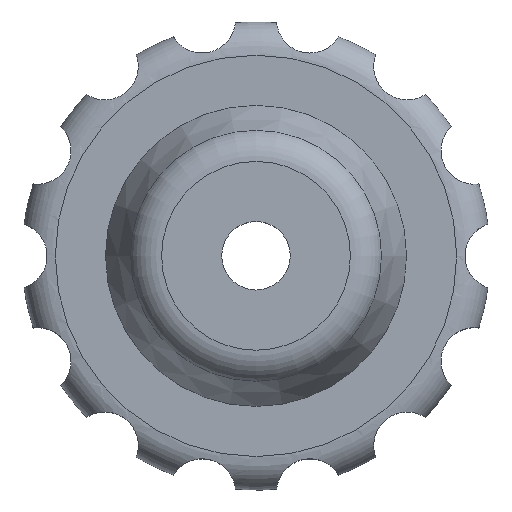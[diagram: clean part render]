
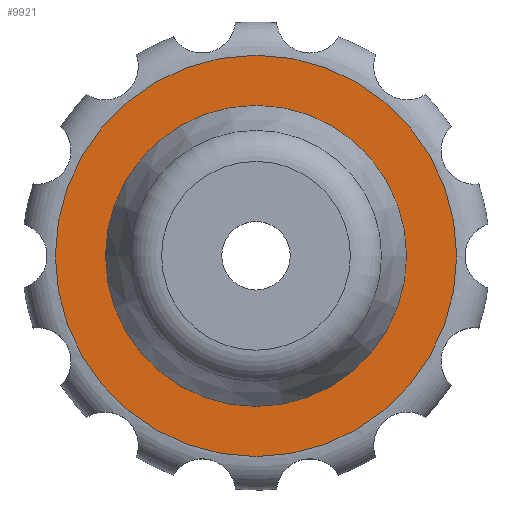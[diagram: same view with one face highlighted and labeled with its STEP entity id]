
A CAD part, top view. The second image highlights one B-rep face of the part: STEP entity #9921.
In plain terms, the highlighted planar face has unit normal (0, 0, 1).
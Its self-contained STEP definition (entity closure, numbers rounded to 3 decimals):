
#100 = TOROIDAL_SURFACE('',#101,24.,4.);
#101 = AXIS2_PLACEMENT_3D('',#102,#103,#104);
#102 = CARTESIAN_POINT('',(0.,0.,6.));
#103 = DIRECTION('',(0.,0.,1.));
#104 = DIRECTION('',(1.,0.,0.));
#5133 = VERTEX_POINT('',#5134);
#5134 = CARTESIAN_POINT('',(24.,0.,10.));
#5154 = EDGE_CURVE('',#5133,#5133,#5155,.T.);
#5155 = SURFACE_CURVE('',#5156,(#5161,#5168),.PCURVE_S1.);
#5156 = CIRCLE('',#5157,24.);
#5157 = AXIS2_PLACEMENT_3D('',#5158,#5159,#5160);
#5158 = CARTESIAN_POINT('',(0.,0.,10.));
#5159 = DIRECTION('',(0.,0.,1.));
#5160 = DIRECTION('',(1.,0.,0.));
#5161 = PCURVE('',#100,#5162);
#5162 = DEFINITIONAL_REPRESENTATION('',(#5163),#5167);
#5163 = LINE('',#5164,#5165);
#5164 = CARTESIAN_POINT('',(0.,1.571));
#5165 = VECTOR('',#5166,1.);
#5166 = DIRECTION('',(1.,0.));
#5167 = ( GEOMETRIC_REPRESENTATION_CONTEXT(2) 
PARAMETRIC_REPRESENTATION_CONTEXT() REPRESENTATION_CONTEXT('2D SPACE',''
  ) );
#5168 = PCURVE('',#5169,#5174);
#5169 = PLANE('',#5170);
#5170 = AXIS2_PLACEMENT_3D('',#5171,#5172,#5173);
#5171 = CARTESIAN_POINT('',(0.,0.,10.));
#5172 = DIRECTION('',(0.,0.,1.));
#5173 = DIRECTION('',(1.,0.,0.));
#5174 = DEFINITIONAL_REPRESENTATION('',(#5175),#5179);
#5175 = CIRCLE('',#5176,24.);
#5176 = AXIS2_PLACEMENT_2D('',#5177,#5178);
#5177 = CARTESIAN_POINT('',(0.,0.));
#5178 = DIRECTION('',(1.,0.));
#5179 = ( GEOMETRIC_REPRESENTATION_CONTEXT(2) 
PARAMETRIC_REPRESENTATION_CONTEXT() REPRESENTATION_CONTEXT('2D SPACE',''
  ) );
#9921 = ADVANCED_FACE('',(#9922,#9925),#5169,.T.);
#9922 = FACE_BOUND('',#9923,.T.);
#9923 = EDGE_LOOP('',(#9924));
#9924 = ORIENTED_EDGE('',*,*,#5154,.T.);
#9925 = FACE_BOUND('',#9926,.T.);
#9926 = EDGE_LOOP('',(#9927));
#9927 = ORIENTED_EDGE('',*,*,#9928,.F.);
#9928 = EDGE_CURVE('',#9929,#9929,#9931,.T.);
#9929 = VERTEX_POINT('',#9930);
#9930 = CARTESIAN_POINT('',(18.,0.,10.));
#9931 = SURFACE_CURVE('',#9932,(#9937,#9944),.PCURVE_S1.);
#9932 = CIRCLE('',#9933,18.);
#9933 = AXIS2_PLACEMENT_3D('',#9934,#9935,#9936);
#9934 = CARTESIAN_POINT('',(0.,0.,10.));
#9935 = DIRECTION('',(0.,0.,1.));
#9936 = DIRECTION('',(1.,0.,0.));
#9937 = PCURVE('',#5169,#9938);
#9938 = DEFINITIONAL_REPRESENTATION('',(#9939),#9943);
#9939 = CIRCLE('',#9940,18.);
#9940 = AXIS2_PLACEMENT_2D('',#9941,#9942);
#9941 = CARTESIAN_POINT('',(0.,0.));
#9942 = DIRECTION('',(1.,0.));
#9943 = ( GEOMETRIC_REPRESENTATION_CONTEXT(2) 
PARAMETRIC_REPRESENTATION_CONTEXT() REPRESENTATION_CONTEXT('2D SPACE',''
  ) );
#9944 = PCURVE('',#9945,#9950);
#9945 = CONICAL_SURFACE('',#9946,18.,0.381);
#9946 = AXIS2_PLACEMENT_3D('',#9947,#9948,#9949);
#9947 = CARTESIAN_POINT('',(0.,0.,10.));
#9948 = DIRECTION('',(-0.,-0.,-1.));
#9949 = DIRECTION('',(1.,0.,0.));
#9950 = DEFINITIONAL_REPRESENTATION('',(#9951),#9955);
#9951 = LINE('',#9952,#9953);
#9952 = CARTESIAN_POINT('',(-0.,-0.));
#9953 = VECTOR('',#9954,1.);
#9954 = DIRECTION('',(-1.,-0.));
#9955 = ( GEOMETRIC_REPRESENTATION_CONTEXT(2) 
PARAMETRIC_REPRESENTATION_CONTEXT() REPRESENTATION_CONTEXT('2D SPACE',''
  ) );
